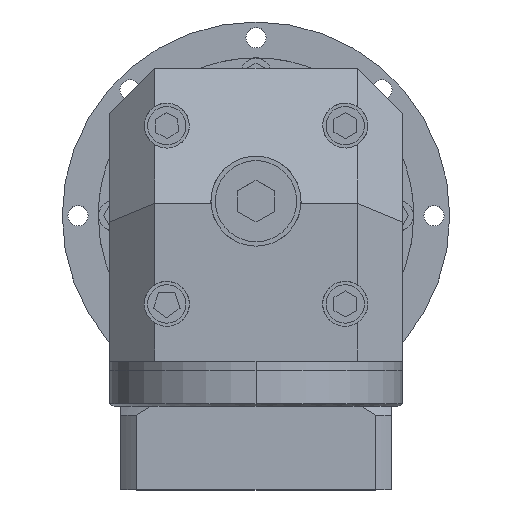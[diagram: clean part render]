
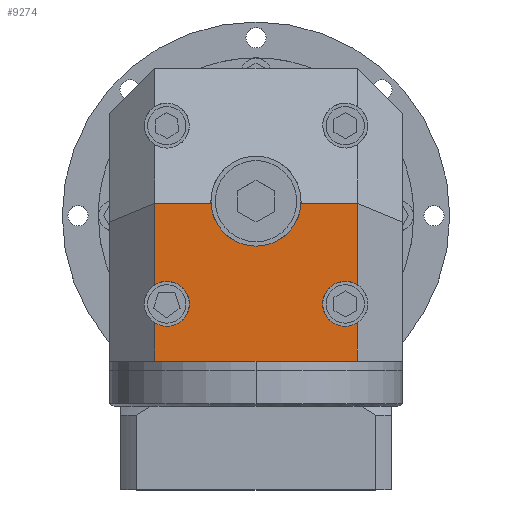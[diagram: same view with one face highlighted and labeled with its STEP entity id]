
A CAD part, top view. The second image highlights one B-rep face of the part: STEP entity #9274.
In plain terms, the highlighted planar face has unit normal (0, 0, 1).
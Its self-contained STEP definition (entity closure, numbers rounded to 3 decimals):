
#78 = CARTESIAN_POINT ( 'NONE',  ( 0., 0., 65. ) ) ;
#295 = EDGE_CURVE ( 'NONE', #1505, #2680, #7011, .T. ) ;
#595 = CARTESIAN_POINT ( 'NONE',  ( 0., 2.5, 65. ) ) ;
#1013 = CARTESIAN_POINT ( 'NONE',  ( -19.799, -19.799, 65. ) ) ;
#1118 = VECTOR ( 'NONE', #12465, 1000. ) ;
#1390 = VERTEX_POINT ( 'NONE', #6472 ) ;
#1443 = VECTOR ( 'NONE', #6683, 1000. ) ;
#1500 = EDGE_LOOP ( 'NONE', ( #2194, #7050, #3493, #8326, #4792, #11666, #5616, #2055, #4621, #8811, #7393, #9152, #3190 ) ) ;
#1505 = VERTEX_POINT ( 'NONE', #5983 ) ;
#1612 = VECTOR ( 'NONE', #10353, 1000. ) ;
#1768 = VERTEX_POINT ( 'NONE', #9100 ) ;
#1892 = LINE ( 'NONE', #10908, #9756 ) ;
#1902 = CIRCLE ( 'NONE', #12610, 5. ) ;
#2005 = CARTESIAN_POINT ( 'NONE',  ( 22.5, -24.007, 65. ) ) ;
#2019 = DIRECTION ( 'NONE',  ( -1., 0., 0. ) ) ;
#2055 = ORIENTED_EDGE ( 'NONE', *, *, #9310, .T. ) ;
#2144 = CARTESIAN_POINT ( 'NONE',  ( -32.5, -32.5, 65. ) ) ;
#2194 = ORIENTED_EDGE ( 'NONE', *, *, #11625, .T. ) ;
#2337 = VERTEX_POINT ( 'NONE', #11028 ) ;
#2396 = VERTEX_POINT ( 'NONE', #11546 ) ;
#2680 = VERTEX_POINT ( 'NONE', #12934 ) ;
#3190 = ORIENTED_EDGE ( 'NONE', *, *, #10480, .T. ) ;
#3349 = VERTEX_POINT ( 'NONE', #12479 ) ;
#3471 = CARTESIAN_POINT ( 'NONE',  ( -22.5, -24.007, 65. ) ) ;
#3493 = ORIENTED_EDGE ( 'NONE', *, *, #295, .T. ) ;
#3512 = CIRCLE ( 'NONE', #5155, 10. ) ;
#3560 = EDGE_CURVE ( 'NONE', #6295, #2396, #4277, .T. ) ;
#3831 = LINE ( 'NONE', #4350, #1118 ) ;
#4057 = CARTESIAN_POINT ( 'NONE',  ( 22.5, -32.5, 65. ) ) ;
#4252 = VECTOR ( 'NONE', #4399, 1000. ) ;
#4277 = CIRCLE ( 'NONE', #10575, 5. ) ;
#4278 = VERTEX_POINT ( 'NONE', #4057 ) ;
#4323 = CARTESIAN_POINT ( 'NONE',  ( -19.799, -19.799, 65. ) ) ;
#4350 = CARTESIAN_POINT ( 'NONE',  ( 22.5, 0., 65. ) ) ;
#4399 = DIRECTION ( 'NONE',  ( -1., 0., 0. ) ) ;
#4621 = ORIENTED_EDGE ( 'NONE', *, *, #9822, .T. ) ;
#4643 = CARTESIAN_POINT ( 'NONE',  ( 19.799, -19.799, 65. ) ) ;
#4792 = ORIENTED_EDGE ( 'NONE', *, *, #9213, .F. ) ;
#4858 = DIRECTION ( 'NONE',  ( 0., 0., 1. ) ) ;
#4938 = DIRECTION ( 'NONE',  ( -1., 0., 0. ) ) ;
#4969 = DIRECTION ( 'NONE',  ( 0., 0., 1. ) ) ;
#5112 = VERTEX_POINT ( 'NONE', #9823 ) ;
#5155 = AXIS2_PLACEMENT_3D ( 'NONE', #11528, #5438, #12495 ) ;
#5214 = CARTESIAN_POINT ( 'NONE',  ( -32.5, -32.5, 65. ) ) ;
#5438 = DIRECTION ( 'NONE',  ( 0., 0., 1. ) ) ;
#5616 = ORIENTED_EDGE ( 'NONE', *, *, #8964, .T. ) ;
#5651 = CARTESIAN_POINT ( 'NONE',  ( -22.5, 0., 65. ) ) ;
#5703 = DIRECTION ( 'NONE',  ( 1., 0., 0. ) ) ;
#5803 = DIRECTION ( 'NONE',  ( 0., -1., 0. ) ) ;
#5983 = CARTESIAN_POINT ( 'NONE',  ( -9.987, 2.5, 65. ) ) ;
#6295 = VERTEX_POINT ( 'NONE', #3471 ) ;
#6472 = CARTESIAN_POINT ( 'NONE',  ( -22.5, -15.591, 65. ) ) ;
#6683 = DIRECTION ( 'NONE',  ( 0., -1., 0. ) ) ;
#6965 = CARTESIAN_POINT ( 'NONE',  ( 22.5, 2.5, 65. ) ) ;
#6977 = EDGE_CURVE ( 'NONE', #3349, #9765, #7174, .T. ) ;
#6999 = VERTEX_POINT ( 'NONE', #11020 ) ;
#7011 = LINE ( 'NONE', #595, #4252 ) ;
#7050 = ORIENTED_EDGE ( 'NONE', *, *, #9924, .F. ) ;
#7174 = CIRCLE ( 'NONE', #10942, 5. ) ;
#7262 = LINE ( 'NONE', #11880, #9961 ) ;
#7393 = ORIENTED_EDGE ( 'NONE', *, *, #6977, .F. ) ;
#8196 = DIRECTION ( 'NONE',  ( 0., 0., 1. ) ) ;
#8243 = AXIS2_PLACEMENT_3D ( 'NONE', #1013, #8196, #2019 ) ;
#8281 = DIRECTION ( 'NONE',  ( -1., 0., 0. ) ) ;
#8326 = ORIENTED_EDGE ( 'NONE', *, *, #8473, .T. ) ;
#8473 = EDGE_CURVE ( 'NONE', #2680, #1390, #7262, .T. ) ;
#8811 = ORIENTED_EDGE ( 'NONE', *, *, #9907, .T. ) ;
#8839 = LINE ( 'NONE', #5214, #11208 ) ;
#8964 = EDGE_CURVE ( 'NONE', #6295, #2337, #12590, .T. ) ;
#9021 = CARTESIAN_POINT ( 'NONE',  ( 0., 2.5, 65. ) ) ;
#9100 = CARTESIAN_POINT ( 'NONE',  ( 0., -32.5, 65. ) ) ;
#9152 = ORIENTED_EDGE ( 'NONE', *, *, #10071, .F. ) ;
#9213 = EDGE_CURVE ( 'NONE', #2396, #1390, #10744, .T. ) ;
#9274 = ADVANCED_FACE ( 'NONE', ( #12743 ), #12272, .F. ) ;
#9310 = EDGE_CURVE ( 'NONE', #2337, #1768, #12447, .T. ) ;
#9517 = DIRECTION ( 'NONE',  ( -1., 0., 0. ) ) ;
#9756 = VECTOR ( 'NONE', #11906, 1000. ) ;
#9765 = VERTEX_POINT ( 'NONE', #2005 ) ;
#9822 = EDGE_CURVE ( 'NONE', #1768, #4278, #8839, .T. ) ;
#9823 = CARTESIAN_POINT ( 'NONE',  ( 9.987, 2.5, 65. ) ) ;
#9907 = EDGE_CURVE ( 'NONE', #4278, #9765, #3831, .T. ) ;
#9924 = EDGE_CURVE ( 'NONE', #1505, #5112, #3512, .T. ) ;
#9961 = VECTOR ( 'NONE', #5803, 1000. ) ;
#9974 = VECTOR ( 'NONE', #4938, 1000. ) ;
#10071 = EDGE_CURVE ( 'NONE', #6999, #3349, #1902, .T. ) ;
#10223 = VERTEX_POINT ( 'NONE', #6965 ) ;
#10269 = DIRECTION ( 'NONE',  ( 0., 0., -1. ) ) ;
#10353 = DIRECTION ( 'NONE',  ( 1., 0., 0. ) ) ;
#10480 = EDGE_CURVE ( 'NONE', #6999, #10223, #1892, .T. ) ;
#10575 = AXIS2_PLACEMENT_3D ( 'NONE', #4323, #4969, #9517 ) ;
#10744 = CIRCLE ( 'NONE', #8243, 5. ) ;
#10908 = CARTESIAN_POINT ( 'NONE',  ( 22.5, 0., 65. ) ) ;
#10942 = AXIS2_PLACEMENT_3D ( 'NONE', #10973, #4858, #11973 ) ;
#10973 = CARTESIAN_POINT ( 'NONE',  ( 19.799, -19.799, 65. ) ) ;
#11020 = CARTESIAN_POINT ( 'NONE',  ( 22.5, -15.591, 65. ) ) ;
#11028 = CARTESIAN_POINT ( 'NONE',  ( -22.5, -32.5, 65. ) ) ;
#11208 = VECTOR ( 'NONE', #12299, 1000. ) ;
#11528 = CARTESIAN_POINT ( 'NONE',  ( 0., 3., 65. ) ) ;
#11546 = CARTESIAN_POINT ( 'NONE',  ( -14.799, -19.799, 65. ) ) ;
#11625 = EDGE_CURVE ( 'NONE', #10223, #5112, #12623, .T. ) ;
#11666 = ORIENTED_EDGE ( 'NONE', *, *, #3560, .F. ) ;
#11791 = DIRECTION ( 'NONE',  ( 0., 0., 1. ) ) ;
#11880 = CARTESIAN_POINT ( 'NONE',  ( -22.5, 0., 65. ) ) ;
#11906 = DIRECTION ( 'NONE',  ( 0., 1., 0. ) ) ;
#11973 = DIRECTION ( 'NONE',  ( 1., 0., 0. ) ) ;
#12270 = AXIS2_PLACEMENT_3D ( 'NONE', #78, #10269, #8281 ) ;
#12272 = PLANE ( 'NONE',  #12270 ) ;
#12299 = DIRECTION ( 'NONE',  ( 1., 0., 0. ) ) ;
#12447 = LINE ( 'NONE', #2144, #1612 ) ;
#12465 = DIRECTION ( 'NONE',  ( 0., 1., 0. ) ) ;
#12479 = CARTESIAN_POINT ( 'NONE',  ( 14.799, -19.799, 65. ) ) ;
#12495 = DIRECTION ( 'NONE',  ( 1., 0., 0. ) ) ;
#12590 = LINE ( 'NONE', #5651, #1443 ) ;
#12610 = AXIS2_PLACEMENT_3D ( 'NONE', #4643, #11791, #5703 ) ;
#12623 = LINE ( 'NONE', #9021, #9974 ) ;
#12743 = FACE_OUTER_BOUND ( 'NONE', #1500, .T. ) ;
#12934 = CARTESIAN_POINT ( 'NONE',  ( -22.5, 2.5, 65. ) ) ;
